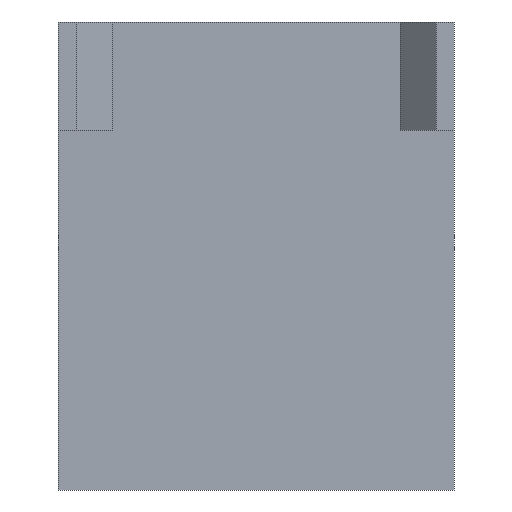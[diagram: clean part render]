
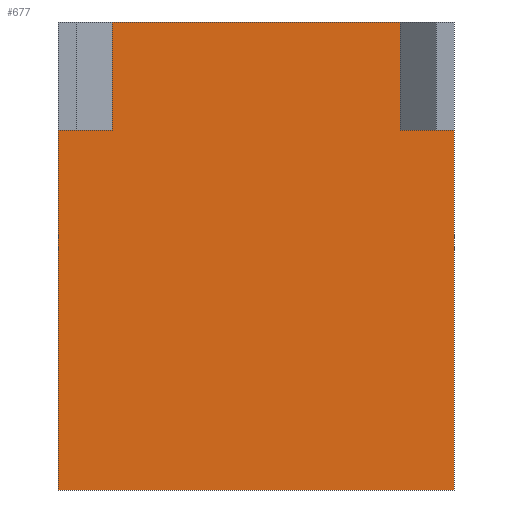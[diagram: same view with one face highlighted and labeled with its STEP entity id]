
A CAD part, front view. The second image highlights one B-rep face of the part: STEP entity #677.
In plain terms, the highlighted planar face has unit normal (0, -1, 0).
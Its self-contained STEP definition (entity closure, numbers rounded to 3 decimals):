
#14=DIRECTION('',(1.,0.,0.));
#15=VECTOR('',#14,22.);
#16=CARTESIAN_POINT('',(-11.,0.,0.));
#17=LINE('',#16,#15);
#166=DIRECTION('',(0.,0.,1.));
#167=VECTOR('',#166,20.);
#168=CARTESIAN_POINT('',(11.,0.,0.));
#169=LINE('',#168,#167);
#174=DIRECTION('',(1.,0.,0.));
#175=VECTOR('',#174,3.);
#176=CARTESIAN_POINT('',(-11.,0.,20.));
#177=LINE('',#176,#175);
#178=DIRECTION('',(0.,0.,1.));
#179=VECTOR('',#178,6.);
#180=CARTESIAN_POINT('',(-8.,0.,20.));
#181=LINE('',#180,#179);
#182=DIRECTION('',(1.,0.,0.));
#183=VECTOR('',#182,3.);
#184=CARTESIAN_POINT('',(8.,0.,20.));
#185=LINE('',#184,#183);
#186=DIRECTION('',(0.,0.,1.));
#187=VECTOR('',#186,20.);
#188=CARTESIAN_POINT('',(-11.,0.,0.));
#189=LINE('',#188,#187);
#246=DIRECTION('',(1.,0.,0.));
#247=VECTOR('',#246,16.);
#248=CARTESIAN_POINT('',(-8.,0.,26.));
#249=LINE('',#248,#247);
#282=DIRECTION('',(0.,0.,1.));
#283=VECTOR('',#282,6.);
#284=CARTESIAN_POINT('',(8.,0.,20.));
#285=LINE('',#284,#283);
#344=CARTESIAN_POINT('',(-11.,0.,0.));
#345=VERTEX_POINT('',#344);
#346=CARTESIAN_POINT('',(11.,0.,0.));
#347=VERTEX_POINT('',#346);
#362=CARTESIAN_POINT('',(-8.,0.,26.));
#363=CARTESIAN_POINT('',(8.,0.,26.));
#364=VERTEX_POINT('',#362);
#365=VERTEX_POINT('',#363);
#374=CARTESIAN_POINT('',(-11.,0.,20.));
#375=CARTESIAN_POINT('',(-8.,0.,20.));
#376=VERTEX_POINT('',#374);
#377=VERTEX_POINT('',#375);
#378=CARTESIAN_POINT('',(8.,0.,20.));
#379=CARTESIAN_POINT('',(11.,0.,20.));
#380=VERTEX_POINT('',#378);
#381=VERTEX_POINT('',#379);
#658=CARTESIAN_POINT('',(-11.,0.,0.));
#659=DIRECTION('',(0.,-1.,0.));
#660=DIRECTION('',(1.,0.,0.));
#661=AXIS2_PLACEMENT_3D('',#658,#659,#660);
#662=PLANE('',#661);
#663=ORIENTED_EDGE('',*,*,#554,.T.);
#665=ORIENTED_EDGE('',*,*,#664,.T.);
#667=ORIENTED_EDGE('',*,*,#666,.T.);
#669=ORIENTED_EDGE('',*,*,#668,.F.);
#670=ORIENTED_EDGE('',*,*,#574,.T.);
#671=ORIENTED_EDGE('',*,*,#643,.F.);
#672=ORIENTED_EDGE('',*,*,#453,.F.);
#674=ORIENTED_EDGE('',*,*,#673,.T.);
#675=EDGE_LOOP('',(#663,#665,#667,#669,#670,#671,#672,#674));
#676=FACE_OUTER_BOUND('',#675,.F.);
#677=ADVANCED_FACE('',(#676),#662,.T.);
#453=EDGE_CURVE('',#345,#347,#17,.T.);
#554=EDGE_CURVE('',#376,#377,#177,.T.);
#574=EDGE_CURVE('',#380,#381,#185,.T.);
#643=EDGE_CURVE('',#347,#381,#169,.T.);
#664=EDGE_CURVE('',#377,#364,#181,.T.);
#666=EDGE_CURVE('',#364,#365,#249,.T.);
#668=EDGE_CURVE('',#380,#365,#285,.T.);
#673=EDGE_CURVE('',#345,#376,#189,.T.);
